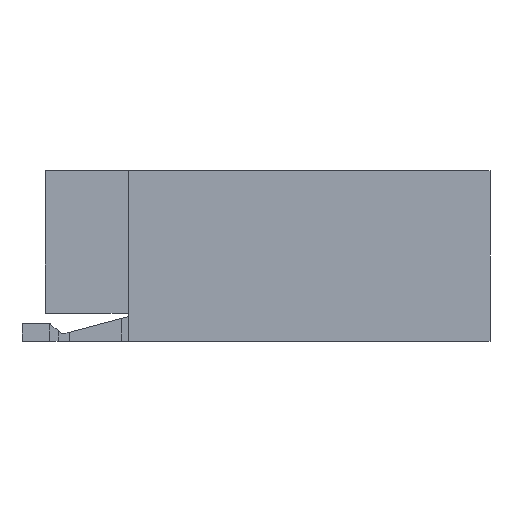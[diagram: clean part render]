
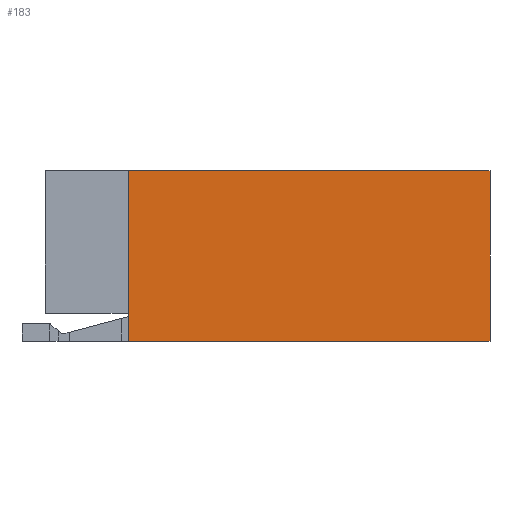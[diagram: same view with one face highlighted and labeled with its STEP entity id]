
A CAD part, top view. The second image highlights one B-rep face of the part: STEP entity #183.
In plain terms, the highlighted planar face has unit normal (0, 0, 1).
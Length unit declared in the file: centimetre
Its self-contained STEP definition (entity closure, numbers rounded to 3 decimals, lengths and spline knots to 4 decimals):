
#22=FACE_OUTER_BOUND('',#29,.T.);
#29=EDGE_LOOP('',(#160,#161,#162,#163,#164,#165));
#40=LINE('',#287,#65);
#48=LINE('',#310,#73);
#49=LINE('',#311,#74);
#50=LINE('',#313,#75);
#51=LINE('',#315,#76);
#52=LINE('',#316,#77);
#65=VECTOR('',#231,1.);
#73=VECTOR('',#251,1.);
#74=VECTOR('',#252,1.);
#75=VECTOR('',#253,1.);
#76=VECTOR('',#254,1.);
#77=VECTOR('',#255,1.);
#89=VERTEX_POINT('',#284);
#90=VERTEX_POINT('',#286);
#98=VERTEX_POINT('',#308);
#99=VERTEX_POINT('',#309);
#100=VERTEX_POINT('',#312);
#101=VERTEX_POINT('',#314);
#115=EDGE_CURVE('',#89,#90,#40,.T.);
#126=EDGE_CURVE('',#98,#99,#48,.T.);
#127=EDGE_CURVE('',#90,#98,#49,.T.);
#128=EDGE_CURVE('',#89,#100,#50,.T.);
#129=EDGE_CURVE('',#100,#101,#51,.T.);
#130=EDGE_CURVE('',#101,#99,#52,.T.);
#160=ORIENTED_EDGE('',*,*,#126,.F.);
#161=ORIENTED_EDGE('',*,*,#127,.F.);
#162=ORIENTED_EDGE('',*,*,#115,.F.);
#163=ORIENTED_EDGE('',*,*,#128,.T.);
#164=ORIENTED_EDGE('',*,*,#129,.T.);
#165=ORIENTED_EDGE('',*,*,#130,.T.);
#176=PLANE('',#209);
#183=ADVANCED_FACE('',(#22),#176,.T.);
#209=AXIS2_PLACEMENT_3D('',#307,#249,#250);
#231=DIRECTION('',(0.,1.,0.));
#249=DIRECTION('center_axis',(0.,0.,1.));
#250=DIRECTION('ref_axis',(1.,0.,0.));
#251=DIRECTION('',(0.,1.,0.));
#252=DIRECTION('',(0.,1.,0.));
#253=DIRECTION('',(1.,0.,0.));
#254=DIRECTION('',(0.,1.,0.));
#255=DIRECTION('',(-1.,0.,0.));
#284=CARTESIAN_POINT('',(46.6506,0.,0.));
#286=CARTESIAN_POINT('',(46.6506,18.4208,0.));
#287=CARTESIAN_POINT('',(46.6506,59.8805,0.));
#307=CARTESIAN_POINT('Origin',(173.3253,59.8805,0.));
#308=CARTESIAN_POINT('',(46.6506,18.5609,0.));
#309=CARTESIAN_POINT('',(46.6506,119.7609,0.));
#310=CARTESIAN_POINT('',(46.6506,59.8805,0.));
#311=CARTESIAN_POINT('',(46.6506,17.5,0.));
#312=CARTESIAN_POINT('',(300.,0.,0.));
#313=CARTESIAN_POINT('',(-28.3494,0.,0.));
#314=CARTESIAN_POINT('',(300.,119.7609,0.));
#315=CARTESIAN_POINT('',(300.,0.,0.));
#316=CARTESIAN_POINT('',(300.,119.7609,0.));
